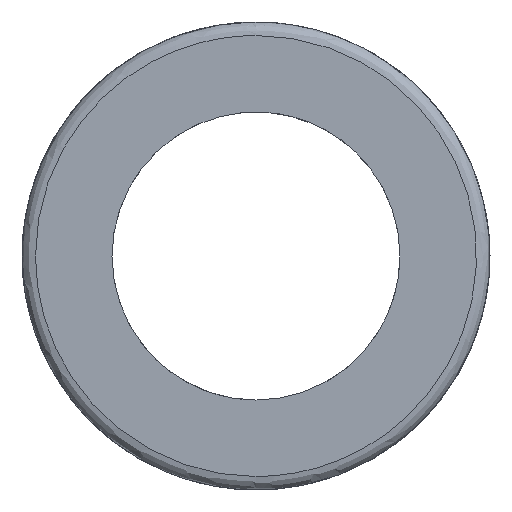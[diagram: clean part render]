
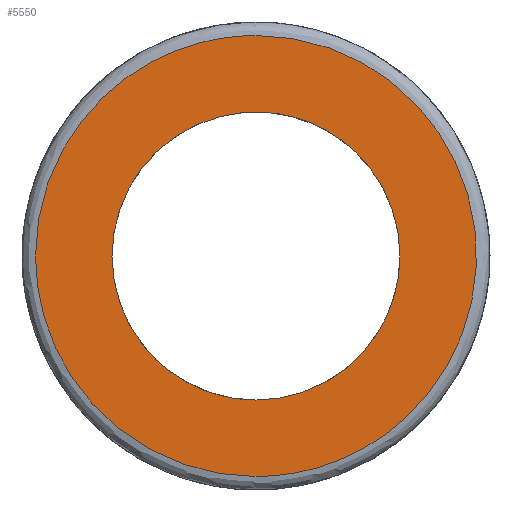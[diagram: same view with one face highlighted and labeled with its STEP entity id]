
A CAD part, left-side view. The second image highlights one B-rep face of the part: STEP entity #5550.
In plain terms, the highlighted free-form (B-spline) face has degree [1, 1] with [2, 2] control points.
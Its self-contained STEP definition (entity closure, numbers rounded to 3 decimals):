
#4600 = CARTESIAN_POINT ('', (0., 0., -8.));
#4610 = VERTEX_POINT ('', #4600);
#4670 = CARTESIAN_POINT ('', (0., -8., 0.));
#4680 = VERTEX_POINT ('', #4670);
#4690 = CARTESIAN_POINT ('', (0., 0., -8.));
#4700 = CARTESIAN_POINT ('', (0., -4., -8.));
#4710 = CARTESIAN_POINT ('', (0., -8., -5.333));
#4720 = CARTESIAN_POINT ('', (0., -8., 0.));
#4730 = (
   BOUNDED_CURVE ()
   B_SPLINE_CURVE (3, (#4690, #4700, #4710, #4720), .UNSPECIFIED., .F., .U.)
   B_SPLINE_CURVE_WITH_KNOTS ((4, 4), (0., 1.), .UNSPECIFIED.)
   CURVE ()
   GEOMETRIC_REPRESENTATION_ITEM ()
   RATIONAL_B_SPLINE_CURVE ((1., 0.667, 0.5, 0.5))
   REPRESENTATION_ITEM ('')
);
#4740 = EDGE_CURVE ('', #4610, #4680, #4730, .T.);
#4760 = CARTESIAN_POINT ('', (0., 8., 0.));
#4770 = VERTEX_POINT ('', #4760);
#4780 = CARTESIAN_POINT ('', (0., -8., 0.));
#4790 = CARTESIAN_POINT ('', (0., -8., 5.333));
#4800 = CARTESIAN_POINT ('', (0., -4., 8.));
#4810 = CARTESIAN_POINT ('', (0., 0., 8.));
#4820 = CARTESIAN_POINT ('', (0., 4., 8.));
#4830 = CARTESIAN_POINT ('', (0., 8., 5.333));
#4840 = CARTESIAN_POINT ('', (0., 8., 0.));
#4850 = (
   BOUNDED_CURVE ()
   B_SPLINE_CURVE (3, (#4780, #4790, #4800, #4810, #4820, #4830, #4840), .UNSPECIFIED., .F., .U.)
   B_SPLINE_CURVE_WITH_KNOTS ((4, 3, 4), (0., 0.5, 1.), .UNSPECIFIED.)
   CURVE ()
   GEOMETRIC_REPRESENTATION_ITEM ()
   RATIONAL_B_SPLINE_CURVE ((0.5, 0.5, 0.667, 1., 0.667, 0.5, 0.5))
   REPRESENTATION_ITEM ('')
);
#4860 = EDGE_CURVE ('', #4680, #4770, #4850, .T.);
#4880 = CARTESIAN_POINT ('', (0., 8., 0.));
#4890 = CARTESIAN_POINT ('', (0., 8., -5.333));
#4900 = CARTESIAN_POINT ('', (0., 4., -8.));
#4910 = CARTESIAN_POINT ('', (0., 0., -8.));
#4920 = (
   BOUNDED_CURVE ()
   B_SPLINE_CURVE (3, (#4880, #4890, #4900, #4910), .UNSPECIFIED., .F., .U.)
   B_SPLINE_CURVE_WITH_KNOTS ((4, 4), (0., 1.), .UNSPECIFIED.)
   CURVE ()
   GEOMETRIC_REPRESENTATION_ITEM ()
   RATIONAL_B_SPLINE_CURVE ((0.5, 0.5, 0.667, 1.))
   REPRESENTATION_ITEM ('')
);
#4930 = EDGE_CURVE ('', #4770, #4610, #4920, .T.);
#5160 = CARTESIAN_POINT ('', (0., 0., 12.25));
#5170 = VERTEX_POINT ('', #5160);
#5180 = CARTESIAN_POINT ('', (0., 0., -12.25));
#5190 = VERTEX_POINT ('', #5180);
#5200 = CARTESIAN_POINT ('', (0., 0., 12.25));
#5210 = CARTESIAN_POINT ('', (0., -24.5, 12.25));
#5220 = CARTESIAN_POINT ('', (0., -24.5, -12.25));
#5230 = CARTESIAN_POINT ('', (0., 0., -12.25));
#5240 = (
   BOUNDED_CURVE ()
   B_SPLINE_CURVE (3, (#5200, #5210, #5220, #5230), .UNSPECIFIED., .F., .U.)
   B_SPLINE_CURVE_WITH_KNOTS ((4, 4), (0., 1.), .UNSPECIFIED.)
   CURVE ()
   GEOMETRIC_REPRESENTATION_ITEM ()
   RATIONAL_B_SPLINE_CURVE ((0.957, 0.319, 0.319, 0.957))
   REPRESENTATION_ITEM ('')
);
#5250 = EDGE_CURVE ('', #5170, #5190, #5240, .T.);
#5260 = ORIENTED_EDGE ('', *, *, #5250, .F.);
#5270 = CARTESIAN_POINT ('', (0., 12.25, 0.));
#5280 = VERTEX_POINT ('', #5270);
#5290 = CARTESIAN_POINT ('', (0., 12.25, 0.));
#5300 = CARTESIAN_POINT ('', (0., 12.25, 8.167));
#5310 = CARTESIAN_POINT ('', (0., 6.125, 12.25));
#5320 = CARTESIAN_POINT ('', (0., 0., 12.25));
#5330 = (
   BOUNDED_CURVE ()
   B_SPLINE_CURVE (3, (#5290, #5300, #5310, #5320), .UNSPECIFIED., .F., .U.)
   B_SPLINE_CURVE_WITH_KNOTS ((4, 4), (0., 1.), .UNSPECIFIED.)
   CURVE ()
   GEOMETRIC_REPRESENTATION_ITEM ()
   RATIONAL_B_SPLINE_CURVE ((0.478, 0.478, 0.638, 0.957))
   REPRESENTATION_ITEM ('')
);
#5340 = EDGE_CURVE ('', #5280, #5170, #5330, .T.);
#5350 = ORIENTED_EDGE ('', *, *, #5340, .F.);
#5360 = CARTESIAN_POINT ('', (0., 0., -12.25));
#5370 = CARTESIAN_POINT ('', (0., 6.125, -12.25));
#5380 = CARTESIAN_POINT ('', (0., 12.25, -8.167));
#5390 = CARTESIAN_POINT ('', (0., 12.25, 0.));
#5400 = (
   BOUNDED_CURVE ()
   B_SPLINE_CURVE (3, (#5360, #5370, #5380, #5390), .UNSPECIFIED., .F., .U.)
   B_SPLINE_CURVE_WITH_KNOTS ((4, 4), (0., 1.), .UNSPECIFIED.)
   CURVE ()
   GEOMETRIC_REPRESENTATION_ITEM ()
   RATIONAL_B_SPLINE_CURVE ((0.957, 0.638, 0.478, 0.478))
   REPRESENTATION_ITEM ('')
);
#5410 = EDGE_CURVE ('', #5190, #5280, #5400, .T.);
#5420 = ORIENTED_EDGE ('', *, *, #5410, .F.);
#5430 = EDGE_LOOP ('', (#5260, #5350, #5420));
#5440 = FACE_OUTER_BOUND ('', #5430, .T.);
#5450 = ORIENTED_EDGE ('', *, *, #4740, .F.);
#5460 = ORIENTED_EDGE ('', *, *, #4930, .F.);
#5470 = ORIENTED_EDGE ('', *, *, #4860, .F.);
#5480 = EDGE_LOOP ('', (#5450, #5460, #5470));
#5490 = FACE_BOUND ('', #5480, .T.);
#5500 = CARTESIAN_POINT ('', (0., -12.398, 12.397));
#5510 = CARTESIAN_POINT ('', (0., -12.398, -12.397));
#5520 = CARTESIAN_POINT ('', (0., 12.397, 12.397));
#5530 = CARTESIAN_POINT ('', (0., 12.397, -12.397));
#5540 = B_SPLINE_SURFACE_WITH_KNOTS ('', 1, 1, ((#5500, #5510), (#5520, #5530)), .UNSPECIFIED., .F., .F., .U., (2, 2), (2, 2), (0., 1.), (0., 1.), .UNSPECIFIED.);
#5550 = ADVANCED_FACE ('', (#5440, #5490), #5540, .T.);
